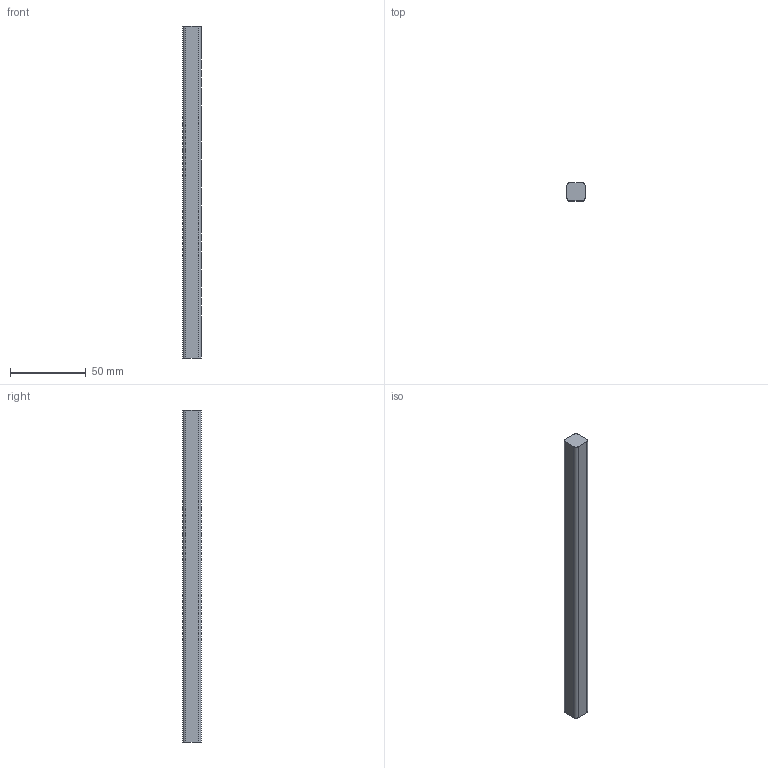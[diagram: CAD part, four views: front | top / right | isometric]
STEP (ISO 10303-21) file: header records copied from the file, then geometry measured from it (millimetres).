
FILE_DESCRIPTION (( 'STEP AP203' ), '1' );
FILE_NAME ('Counter block.STEP', '2022-06-30T16:04:52', ( '' ), ( '' ), 'SwSTEP 2.0', 'SolidWorks 2020', '' );
FILE_SCHEMA (( 'CONFIG_CONTROL_DESIGN' ));
Length unit declared in the file: millimetre
Products named in the file (1): Counter block
Bounding box: 12 x 12 x 218.5 mm (x, y, z)
Volume: 30414.9 mm3; surface area: 10549.1 mm2
Topology: 1 solids, 1 shells, 1188 faces, 2752 edges, 1380 vertices
Faces by surface type: torus 434, cylinder 376, cone 372, plane 6
Entity records: 31001 total; most frequent: DIRECTION 6378, CARTESIAN_POINT 4949, ORIENTED_EDGE 4760, AXIS2_PLACEMENT_3D 2809, EDGE_CURVE 2380, CIRCLE 1620, VERTEX_POINT 1380, EDGE_LOOP 1374
